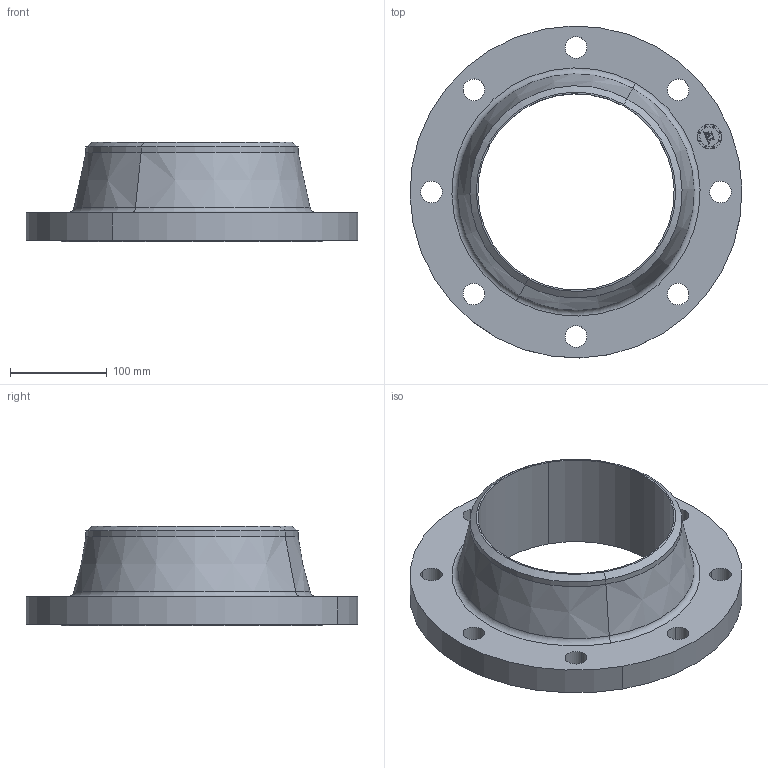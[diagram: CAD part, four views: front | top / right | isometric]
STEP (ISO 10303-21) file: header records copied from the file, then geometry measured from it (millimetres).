
FILE_DESCRIPTION(('3D STEP'),'2;1');
FILE_NAME('8-125-RF-WN- STD-B16.1-FLANGE.stp','2013-09-08T09:29:52+00:00',('Texas Flange'),(''),'CATIA Version 5 Release 20 SP 6 (IN-10)','CATIA V5 STEP AP214','800-826-3801');
FILE_SCHEMA(('AUTOMOTIVE_DESIGN { 1 0 10303 214 1 1 1 1 }'));
Length unit declared in the file: inch
Products named in the file (1): 8-125-RF-WN- STD-B16.1-FLANGE
Bounding box: 342.8 x 342.8 x 103.2 mm (x, y, z)
Volume: 2362878.1 mm3; surface area: 268547.1 mm2
Topology: 1 solids, 1 shells, 419 faces, 1188 edges, 790 vertices
Faces by surface type: plane 369, cylinder 44, cone 4, torus 2
Entity records: 15742 total; most frequent: ORIENTED_EDGE 2376, CARTESIAN_POINT 2349, DIRECTION 1928, EDGE_CURVE 1188, VECTOR 1092, LINE 1092, VERTEX_POINT 790, AXIS2_PLACEMENT_3D 467
